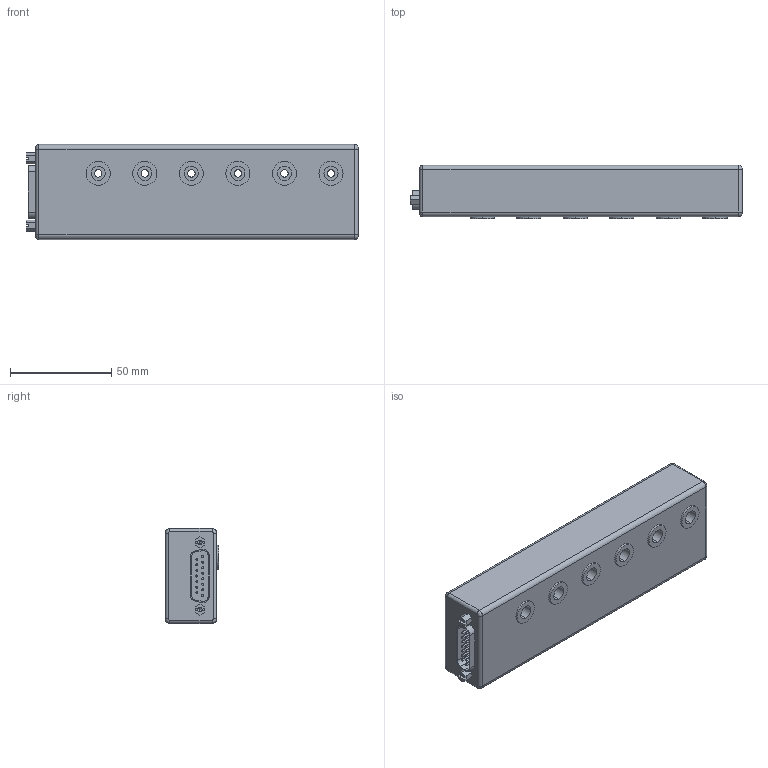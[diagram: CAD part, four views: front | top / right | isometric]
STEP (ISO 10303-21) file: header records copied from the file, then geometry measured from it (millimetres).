
FILE_DESCRIPTION (( 'STEP AP214' ), '1' );
FILE_NAME ('AVPS2-6D.step', '2016-07-27T15:10:51', ( '' ), ( '' ), 'SwSTEP 2.0', 'SolidWorks 2016', '' );
FILE_SCHEMA (( 'AUTOMOTIVE_DESIGN' ));
Length unit declared in the file: inch
Products named in the file (1): AVPS2-6D
Bounding box: 164.11 x 26.42 x 46.99 mm (x, y, z)
Volume: 185758.5 mm3; surface area: 29994.6 mm2
Topology: 1 solids, 1 shells, 265 faces, 628 edges, 410 vertices
Faces by surface type: plane 161, cylinder 92, torus 8, cone 4
Entity records: 8926 total; most frequent: DIRECTION 1356, CARTESIAN_POINT 1300, ORIENTED_EDGE 1248, EDGE_CURVE 624, AXIS2_PLACEMENT_3D 466, LINE 424, VECTOR 424, VERTEX_POINT 410
